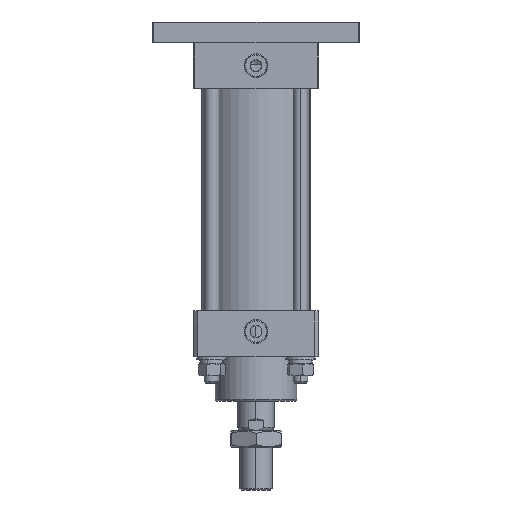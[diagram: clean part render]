
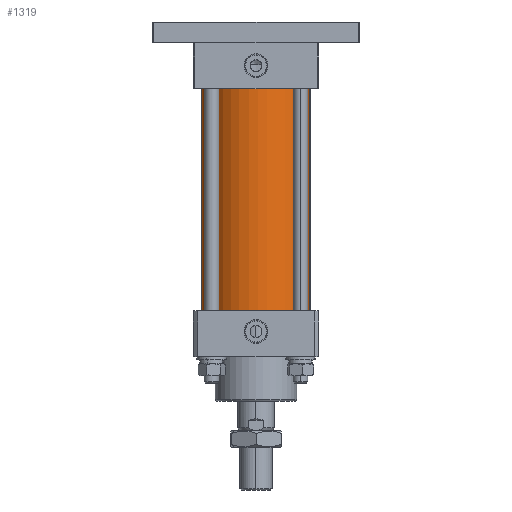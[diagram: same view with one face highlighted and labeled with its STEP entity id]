
A CAD part, front view. The second image highlights one B-rep face of the part: STEP entity #1319.
In plain terms, the highlighted cylindrical face has radius 36.5 mm (diameter 73 mm), a partial arc.
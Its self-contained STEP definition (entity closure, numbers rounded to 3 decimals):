
#712 = VECTOR ( 'NONE', #4691, 1000. ) ;
#716 = VECTOR ( 'NONE', #4692, 1000. ) ;
#718 = LINE ( 'NONE', #4707, #712 ) ;
#719 = LINE ( 'NONE', #4702, #716 ) ;
#721 = CIRCLE ( 'NONE', #2465, 36.5 ) ;
#727 = CIRCLE ( 'NONE', #2463, 36.5 ) ;
#1319 = ADVANCED_FACE ( 'NONE', ( #1782 ), #1778, .T. ) ;
#1778 = CYLINDRICAL_SURFACE ( 'NONE', #3918, 36.5 ) ;
#1782 = FACE_OUTER_BOUND ( 'NONE', #5761, .T. ) ;
#2463 = AXIS2_PLACEMENT_3D ( 'NONE', #4693, #4694, #4695 ) ;
#2465 = AXIS2_PLACEMENT_3D ( 'NONE', #4699, #4700, #4701 ) ;
#2911 = CARTESIAN_POINT ( 'NONE',  ( 36.5, 0., 0. ) ) ;
#2965 = CARTESIAN_POINT ( 'NONE',  ( -36.5, 0., 150. ) ) ;
#2966 = CARTESIAN_POINT ( 'NONE',  ( -36.5, 0., 0. ) ) ;
#3101 = CARTESIAN_POINT ( 'NONE',  ( 36.5, 0., 150. ) ) ;
#3680 = EDGE_CURVE ( 'NONE', #7098, #5786, #727, .T. ) ;
#3682 = EDGE_CURVE ( 'NONE', #7097, #7667, #721, .T. ) ;
#3684 = EDGE_CURVE ( 'NONE', #7097, #7098, #719, .T. ) ;
#3686 = EDGE_CURVE ( 'NONE', #7667, #5786, #718, .T. ) ;
#3918 = AXIS2_PLACEMENT_3D ( 'NONE', #7890, #7887, #7880 ) ;
#4691 = DIRECTION ( 'NONE',  ( 0., 0., -1. ) ) ;
#4692 = DIRECTION ( 'NONE',  ( 0., 0., -1. ) ) ;
#4693 = CARTESIAN_POINT ( 'NONE',  ( 0., 0., 0. ) ) ;
#4694 = DIRECTION ( 'NONE',  ( 0., 0., 1. ) ) ;
#4695 = DIRECTION ( 'NONE',  ( 1., 0., 0. ) ) ;
#4699 = CARTESIAN_POINT ( 'NONE',  ( 0., 0., 150. ) ) ;
#4700 = DIRECTION ( 'NONE',  ( 0., 0., 1. ) ) ;
#4701 = DIRECTION ( 'NONE',  ( 1., 0., 0. ) ) ;
#4702 = CARTESIAN_POINT ( 'NONE',  ( -36.5, 0., 150. ) ) ;
#4707 = CARTESIAN_POINT ( 'NONE',  ( 36.5, 0., 150. ) ) ;
#5761 = EDGE_LOOP ( 'NONE', ( #6265, #6266, #6267, #6268 ) ) ;
#5786 = VERTEX_POINT ( 'NONE', #2911 ) ;
#6265 = ORIENTED_EDGE ( 'NONE', *, *, #3686, .F. ) ;
#6266 = ORIENTED_EDGE ( 'NONE', *, *, #3682, .F. ) ;
#6267 = ORIENTED_EDGE ( 'NONE', *, *, #3684, .T. ) ;
#6268 = ORIENTED_EDGE ( 'NONE', *, *, #3680, .T. ) ;
#7097 = VERTEX_POINT ( 'NONE', #2965 ) ;
#7098 = VERTEX_POINT ( 'NONE', #2966 ) ;
#7667 = VERTEX_POINT ( 'NONE', #3101 ) ;
#7880 = DIRECTION ( 'NONE',  ( -1., 0., 0. ) ) ;
#7887 = DIRECTION ( 'NONE',  ( 0., 0., -1. ) ) ;
#7890 = CARTESIAN_POINT ( 'NONE',  ( 0., 0., 150. ) ) ;
